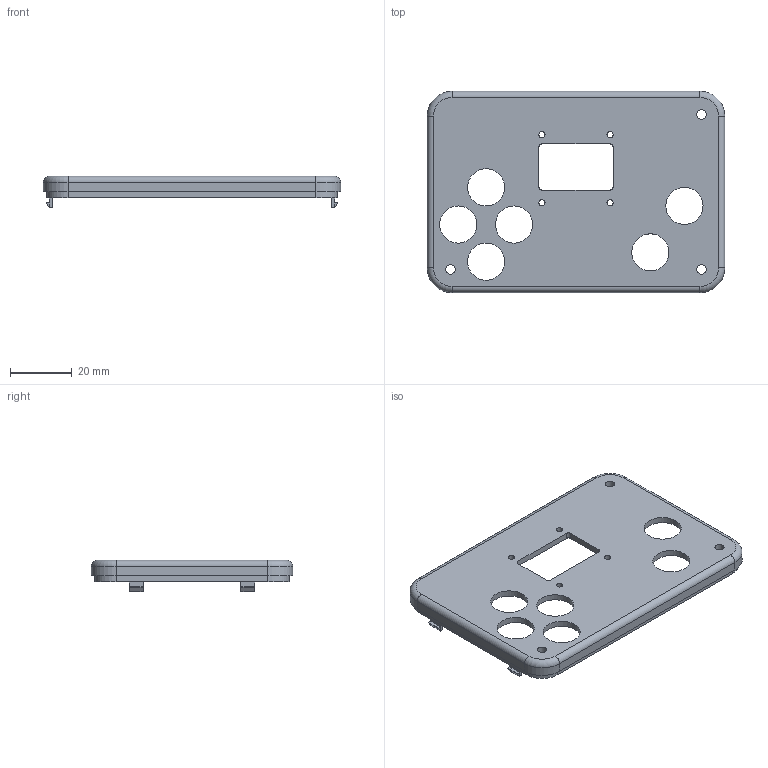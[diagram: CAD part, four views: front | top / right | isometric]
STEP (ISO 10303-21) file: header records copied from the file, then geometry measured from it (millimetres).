
FILE_DESCRIPTION(('FreeCAD Model'),'2;1');
FILE_NAME('Open CASCADE Shape Model','2025-01-24T02:46:23',(''),(''), 'Open CASCADE STEP processor 7.8','FreeCAD','Unknown');
FILE_SCHEMA(('AUTOMOTIVE_DESIGN { 1 0 10303 214 1 1 1 1 }'));
Length unit declared in the file: millimetre
Products named in the file (1): Body002
Bounding box: 96 x 65 x 10.2 mm (x, y, z)
Volume: 12436.9 mm3; surface area: 14516 mm2
Topology: 1 solids, 1 shells, 105 faces, 271 edges, 170 vertices
Faces by surface type: plane 68, cylinder 33, torus 4
Full cylindrical faces by diameter (mm): 2 x4, 3 x3, 12 x6
Entity records: 6798 total; most frequent: CARTESIAN_POINT 1161, DIRECTION 1083, LINE 685, VECTOR 685, ORIENTED_EDGE 542, PCURVE 542, DEFINITIONAL_REPRESENTATION 542, EDGE_CURVE 271
